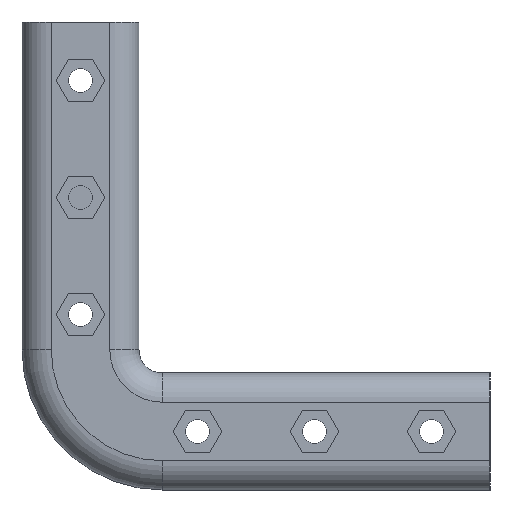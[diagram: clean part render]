
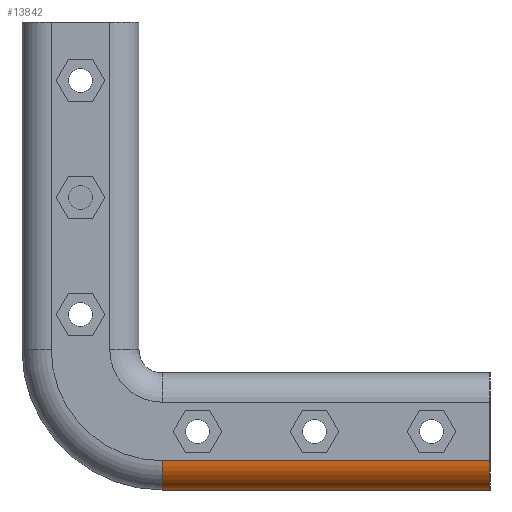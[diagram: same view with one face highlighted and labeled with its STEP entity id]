
A CAD part, left-side view. The second image highlights one B-rep face of the part: STEP entity #13842.
In plain terms, the highlighted cylindrical face has radius 5 mm (diameter 10 mm), a partial arc.
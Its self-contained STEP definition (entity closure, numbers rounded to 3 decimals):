
#148=CYLINDRICAL_SURFACE('',#14747,5.);
#556=CIRCLE('',#14741,5.);
#562=CIRCLE('',#14748,5.);
#1260=FACE_OUTER_BOUND('',#2112,.T.);
#2112=EDGE_LOOP('',(#11981,#11982,#11983,#11984));
#3831=LINE('',#22724,#5491);
#3832=LINE('',#22727,#5492);
#5491=VECTOR('',#18107,10.);
#5492=VECTOR('',#18110,10.);
#6760=VERTEX_POINT('',#22699);
#6761=VERTEX_POINT('',#22701);
#6771=VERTEX_POINT('',#22723);
#6772=VERTEX_POINT('',#22725);
#8621=EDGE_CURVE('',#6761,#6760,#556,.T.);
#8632=EDGE_CURVE('',#6760,#6771,#3831,.T.);
#8633=EDGE_CURVE('',#6771,#6772,#562,.T.);
#8634=EDGE_CURVE('',#6772,#6761,#3832,.T.);
#11981=ORIENTED_EDGE('',*,*,#8621,.T.);
#11982=ORIENTED_EDGE('',*,*,#8632,.T.);
#11983=ORIENTED_EDGE('',*,*,#8633,.T.);
#11984=ORIENTED_EDGE('',*,*,#8634,.T.);
#13842=ADVANCED_FACE('',(#1260),#148,.T.);
#14741=AXIS2_PLACEMENT_3D('',#22702,#18088,#18089);
#14747=AXIS2_PLACEMENT_3D('',#22722,#18105,#18106);
#14748=AXIS2_PLACEMENT_3D('',#22726,#18108,#18109);
#18088=DIRECTION('center_axis',(0.,1.,0.));
#18089=DIRECTION('ref_axis',(-0.707,0.,-0.707));
#18105=DIRECTION('center_axis',(0.,1.,0.));
#18106=DIRECTION('ref_axis',(-0.707,0.,-0.707));
#18107=DIRECTION('',(0.,1.,0.));
#18108=DIRECTION('center_axis',(0.,-1.,0.));
#18109=DIRECTION('ref_axis',(-1.,0.,0.));
#18110=DIRECTION('',(0.,-1.,0.));
#22699=CARTESIAN_POINT('',(52.319,-63.298,23.));
#22701=CARTESIAN_POINT('',(57.319,-63.298,18.));
#22702=CARTESIAN_POINT('Origin',(57.319,-63.298,23.));
#22722=CARTESIAN_POINT('Origin',(57.319,11.702,23.));
#22723=CARTESIAN_POINT('',(52.319,-7.298,23.));
#22724=CARTESIAN_POINT('',(52.319,11.702,23.));
#22725=CARTESIAN_POINT('',(57.319,-7.298,18.));
#22726=CARTESIAN_POINT('Origin',(57.319,-7.298,23.));
#22727=CARTESIAN_POINT('',(57.319,11.702,18.));
